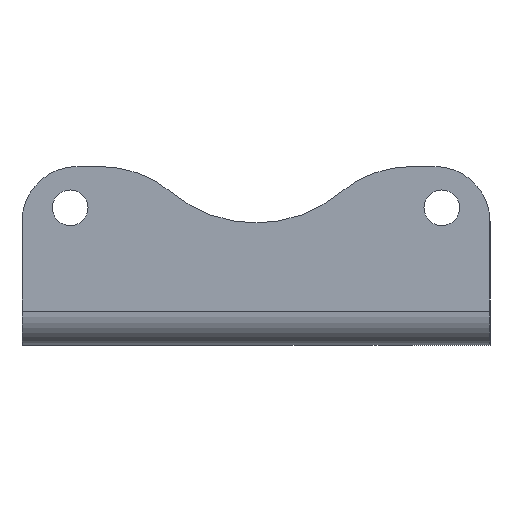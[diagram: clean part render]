
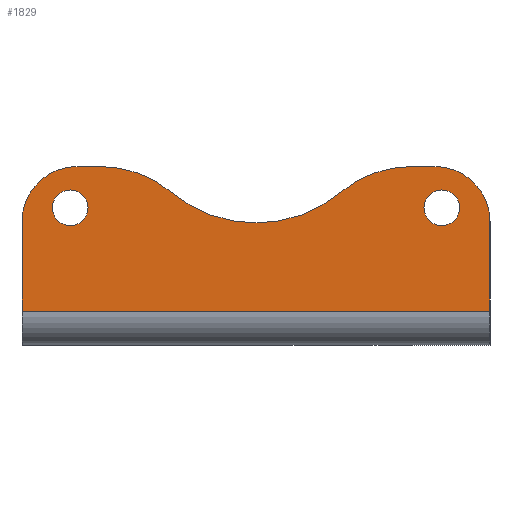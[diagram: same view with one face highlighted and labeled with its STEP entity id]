
A CAD part, left-side view. The second image highlights one B-rep face of the part: STEP entity #1829.
In plain terms, the highlighted planar face has unit normal (-1, 0, 0).
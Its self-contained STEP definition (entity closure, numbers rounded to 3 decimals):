
#87=DIRECTION('',(0.,0.,1.));
#88=VECTOR('',#87,6.5);
#89=CARTESIAN_POINT('',(-21.85,-17.,0.5));
#90=LINE('',#89,#88);
#351=DIRECTION('',(0.,0.,1.));
#352=VECTOR('',#351,6.5);
#353=CARTESIAN_POINT('',(-21.85,17.,0.5));
#354=LINE('',#353,#352);
#355=CARTESIAN_POINT('',(-21.85,13.5,8.));
#356=DIRECTION('',(-1.,0.,0.));
#357=DIRECTION('',(0.,-1.,0.));
#358=AXIS2_PLACEMENT_3D('',#355,#356,#357);
#360=CARTESIAN_POINT('',(-21.85,13.5,8.));
#361=DIRECTION('',(-1.,0.,0.));
#362=DIRECTION('',(0.,1.,0.));
#363=AXIS2_PLACEMENT_3D('',#360,#361,#362);
#365=CARTESIAN_POINT('',(-21.85,-13.5,8.));
#366=DIRECTION('',(-1.,0.,0.));
#367=DIRECTION('',(0.,-1.,0.));
#368=AXIS2_PLACEMENT_3D('',#365,#366,#367);
#370=CARTESIAN_POINT('',(-21.85,-13.5,8.));
#371=DIRECTION('',(-1.,0.,0.));
#372=DIRECTION('',(0.,1.,0.));
#373=AXIS2_PLACEMENT_3D('',#370,#371,#372);
#375=CARTESIAN_POINT('',(-21.85,13.,7.));
#376=DIRECTION('',(1.,0.,0.));
#377=DIRECTION('',(0.,1.,0.));
#378=AXIS2_PLACEMENT_3D('',#375,#376,#377);
#380=DIRECTION('',(0.,1.,0.));
#381=VECTOR('',#380,1.708);
#382=CARTESIAN_POINT('',(-21.85,11.292,11.));
#383=LINE('',#382,#381);
#384=CARTESIAN_POINT('',(-21.85,11.292,3.));
#385=DIRECTION('',(1.,0.,0.));
#386=DIRECTION('',(0.,0.,1.));
#387=AXIS2_PLACEMENT_3D('',#384,#385,#386);
#389=CARTESIAN_POINT('',(-21.85,0.,16.5));
#390=DIRECTION('',(1.,0.,0.));
#391=DIRECTION('',(0.,-0.642,-0.767));
#392=AXIS2_PLACEMENT_3D('',#389,#390,#391);
#394=CARTESIAN_POINT('',(-21.85,-11.292,3.));
#395=DIRECTION('',(1.,0.,0.));
#396=DIRECTION('',(0.,0.642,0.767));
#397=AXIS2_PLACEMENT_3D('',#394,#395,#396);
#399=DIRECTION('',(0.,1.,0.));
#400=VECTOR('',#399,1.708);
#401=CARTESIAN_POINT('',(-21.85,-13.,11.));
#402=LINE('',#401,#400);
#403=CARTESIAN_POINT('',(-21.85,-13.,7.));
#404=DIRECTION('',(1.,0.,0.));
#405=DIRECTION('',(0.,0.,1.));
#406=AXIS2_PLACEMENT_3D('',#403,#404,#405);
#433=DIRECTION('',(0.,1.,0.));
#434=VECTOR('',#433,34.);
#435=CARTESIAN_POINT('',(-21.85,-17.,0.5));
#436=LINE('',#435,#434);
#1190=CARTESIAN_POINT('',(-21.85,17.,7.));
#1191=CARTESIAN_POINT('',(-21.85,13.,11.));
#1192=VERTEX_POINT('',#1190);
#1193=VERTEX_POINT('',#1191);
#1194=CARTESIAN_POINT('',(-21.85,-13.,11.));
#1195=CARTESIAN_POINT('',(-21.85,-17.,7.));
#1196=VERTEX_POINT('',#1194);
#1197=VERTEX_POINT('',#1195);
#1198=CARTESIAN_POINT('',(-21.85,-11.292,11.));
#1199=VERTEX_POINT('',#1198);
#1200=CARTESIAN_POINT('',(-21.85,-6.159,9.136));
#1201=VERTEX_POINT('',#1200);
#1202=CARTESIAN_POINT('',(-21.85,6.159,9.136));
#1203=VERTEX_POINT('',#1202);
#1204=CARTESIAN_POINT('',(-21.85,11.292,11.));
#1205=VERTEX_POINT('',#1204);
#1206=CARTESIAN_POINT('',(-21.85,12.2,8.));
#1207=CARTESIAN_POINT('',(-21.85,14.8,8.));
#1208=VERTEX_POINT('',#1206);
#1209=VERTEX_POINT('',#1207);
#1210=CARTESIAN_POINT('',(-21.85,-14.8,8.));
#1211=CARTESIAN_POINT('',(-21.85,-12.2,8.));
#1212=VERTEX_POINT('',#1210);
#1213=VERTEX_POINT('',#1211);
#1286=CARTESIAN_POINT('',(-21.85,-17.,0.5));
#1287=CARTESIAN_POINT('',(-21.85,17.,0.5));
#1288=VERTEX_POINT('',#1286);
#1289=VERTEX_POINT('',#1287);
#1799=CARTESIAN_POINT('',(-21.85,17.,11.));
#1800=DIRECTION('',(1.,0.,0.));
#1801=DIRECTION('',(0.,0.,-1.));
#1802=AXIS2_PLACEMENT_3D('',#1799,#1800,#1801);
#1803=PLANE('',#1802);
#1804=ORIENTED_EDGE('',*,*,#1794,.T.);
#1805=ORIENTED_EDGE('',*,*,#1482,.T.);
#1806=ORIENTED_EDGE('',*,*,#1497,.F.);
#1807=ORIENTED_EDGE('',*,*,#1511,.T.);
#1808=ORIENTED_EDGE('',*,*,#1525,.F.);
#1809=ORIENTED_EDGE('',*,*,#1539,.T.);
#1810=ORIENTED_EDGE('',*,*,#1553,.F.);
#1811=ORIENTED_EDGE('',*,*,#1567,.T.);
#1812=ORIENTED_EDGE('',*,*,#1580,.F.);
#1814=ORIENTED_EDGE('',*,*,#1813,.T.);
#1815=EDGE_LOOP('',(#1804,#1805,#1806,#1807,#1808,#1809,#1810,#1811,#1812,
#1814));
#1816=FACE_OUTER_BOUND('',#1815,.F.);
#1818=ORIENTED_EDGE('',*,*,#1817,.T.);
#1820=ORIENTED_EDGE('',*,*,#1819,.T.);
#1821=EDGE_LOOP('',(#1818,#1820));
#1822=FACE_BOUND('',#1821,.F.);
#1824=ORIENTED_EDGE('',*,*,#1823,.T.);
#1826=ORIENTED_EDGE('',*,*,#1825,.T.);
#1827=EDGE_LOOP('',(#1824,#1826));
#1828=FACE_BOUND('',#1827,.F.);
#1829=ADVANCED_FACE('',(#1816,#1822,#1828),#1803,.F.);
#359=CIRCLE('',#358,1.3);
#364=CIRCLE('',#363,1.3);
#369=CIRCLE('',#368,1.3);
#374=CIRCLE('',#373,1.3);
#379=CIRCLE('',#378,4.);
#388=CIRCLE('',#387,8.);
#393=CIRCLE('',#392,9.6);
#398=CIRCLE('',#397,8.);
#407=CIRCLE('',#406,4.);
#1482=EDGE_CURVE('',#1192,#1193,#379,.T.);
#1497=EDGE_CURVE('',#1205,#1193,#383,.T.);
#1511=EDGE_CURVE('',#1205,#1203,#388,.T.);
#1525=EDGE_CURVE('',#1201,#1203,#393,.T.);
#1539=EDGE_CURVE('',#1201,#1199,#398,.T.);
#1553=EDGE_CURVE('',#1196,#1199,#402,.T.);
#1567=EDGE_CURVE('',#1196,#1197,#407,.T.);
#1580=EDGE_CURVE('',#1288,#1197,#90,.T.);
#1794=EDGE_CURVE('',#1289,#1192,#354,.T.);
#1813=EDGE_CURVE('',#1288,#1289,#436,.T.);
#1817=EDGE_CURVE('',#1208,#1209,#359,.T.);
#1819=EDGE_CURVE('',#1209,#1208,#364,.T.);
#1823=EDGE_CURVE('',#1212,#1213,#369,.T.);
#1825=EDGE_CURVE('',#1213,#1212,#374,.T.);
